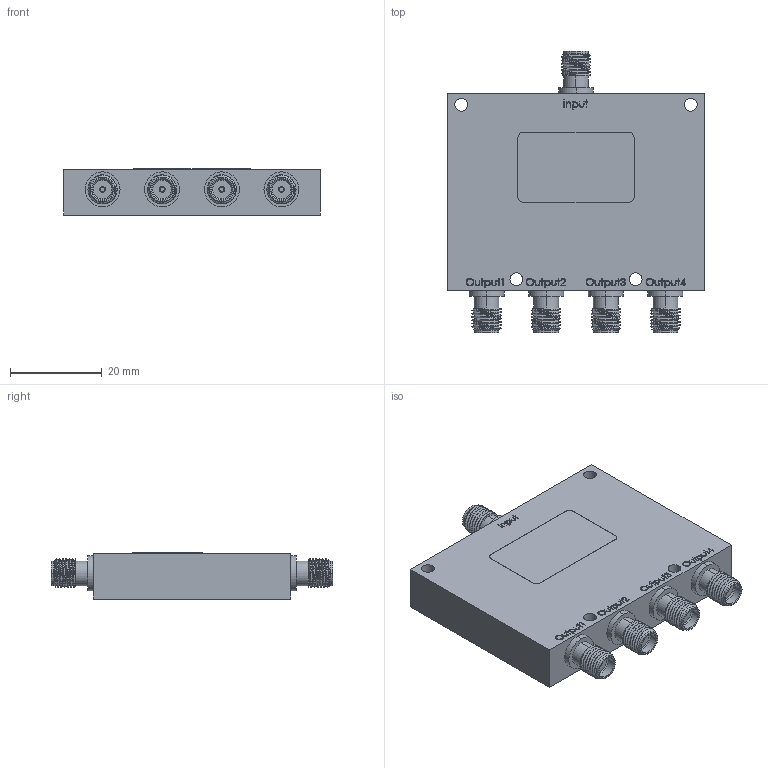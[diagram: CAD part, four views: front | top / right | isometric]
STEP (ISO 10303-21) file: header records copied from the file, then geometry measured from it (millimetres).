
FILE_DESCRIPTION (( 'STEP AP214' ), '1' );
FILE_NAME ('PE20DV1047-FMDV1047_3D.step', '2024-10-28T20:11:29', ( '' ), ( '' ), 'SwSTEP 2.0', 'SolidWorks 2022', '' );
FILE_SCHEMA (( 'AUTOMOTIVE_DESIGN' ));
Length unit declared in the file: inch
Products named in the file (1): PE20DV1047-FMDV1047_3D
Bounding box: 56 x 61.29 x 10.05 mm (x, y, z)
Volume: 24962.6 mm3; surface area: 8965.3 mm2
Topology: 6 solids, 6 shells, 655 faces, 1692 edges, 1118 vertices
Faces by surface type: plane 316, bspline 167, cylinder 137, cone 35
Entity records: 35438 total; most frequent: CARTESIAN_POINT 20777, ORIENTED_EDGE 3384, DIRECTION 2350, EDGE_CURVE 1692, VERTEX_POINT 1118, VECTOR 1024, LINE 1024, EDGE_LOOP 732
